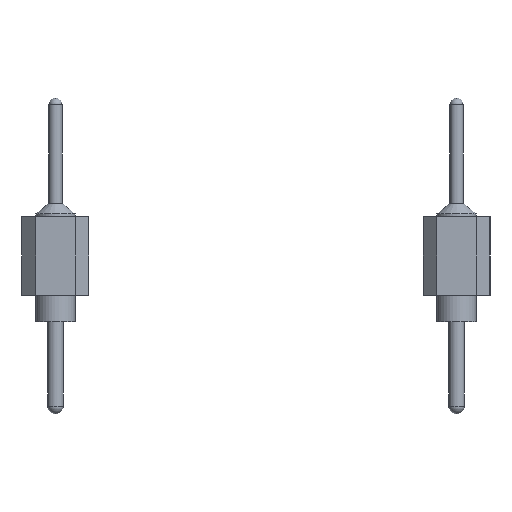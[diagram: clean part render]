
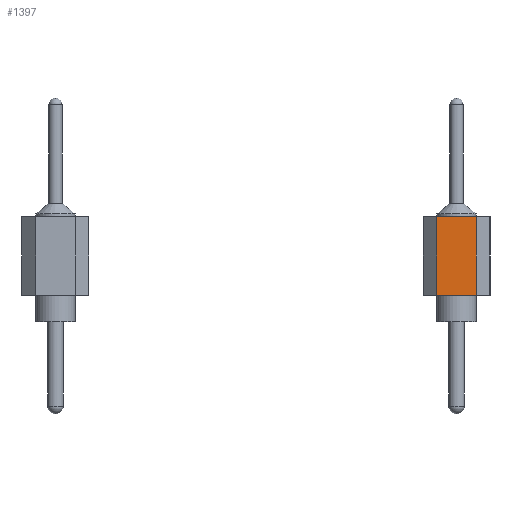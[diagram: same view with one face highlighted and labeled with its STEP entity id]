
A CAD part, left-side view. The second image highlights one B-rep face of the part: STEP entity #1397.
In plain terms, the highlighted planar face has unit normal (-1, 0, 0).
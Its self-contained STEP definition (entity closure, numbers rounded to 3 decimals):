
#1372 = VERTEX_POINT('',#1373);
#1373 = CARTESIAN_POINT('',(-1.27,0.75,-3.));
#1379 = EDGE_CURVE('',#1380,#1372,#1382,.T.);
#1380 = VERTEX_POINT('',#1381);
#1381 = CARTESIAN_POINT('',(-1.27,0.75,0.));
#1382 = LINE('',#1383,#1384);
#1383 = CARTESIAN_POINT('',(-1.27,0.75,0.));
#1384 = VECTOR('',#1385,1.);
#1385 = DIRECTION('',(-0.,-0.,-1.));
#1397 = ADVANCED_FACE('',(#1398),#1423,.T.);
#1398 = FACE_BOUND('',#1399,.T.);
#1399 = EDGE_LOOP('',(#1400,#1401,#1409,#1417));
#1400 = ORIENTED_EDGE('',*,*,#1379,.T.);
#1401 = ORIENTED_EDGE('',*,*,#1402,.T.);
#1402 = EDGE_CURVE('',#1372,#1403,#1405,.T.);
#1403 = VERTEX_POINT('',#1404);
#1404 = CARTESIAN_POINT('',(-1.27,-0.75,-3.));
#1405 = LINE('',#1406,#1407);
#1406 = CARTESIAN_POINT('',(-1.27,0.75,-3.));
#1407 = VECTOR('',#1408,1.);
#1408 = DIRECTION('',(0.,-1.,0.));
#1409 = ORIENTED_EDGE('',*,*,#1410,.F.);
#1410 = EDGE_CURVE('',#1411,#1403,#1413,.T.);
#1411 = VERTEX_POINT('',#1412);
#1412 = CARTESIAN_POINT('',(-1.27,-0.75,0.));
#1413 = LINE('',#1414,#1415);
#1414 = CARTESIAN_POINT('',(-1.27,-0.75,0.));
#1415 = VECTOR('',#1416,1.);
#1416 = DIRECTION('',(-0.,-0.,-1.));
#1417 = ORIENTED_EDGE('',*,*,#1418,.F.);
#1418 = EDGE_CURVE('',#1380,#1411,#1419,.T.);
#1419 = LINE('',#1420,#1421);
#1420 = CARTESIAN_POINT('',(-1.27,0.75,0.));
#1421 = VECTOR('',#1422,1.);
#1422 = DIRECTION('',(0.,-1.,0.));
#1423 = PLANE('',#1424);
#1424 = AXIS2_PLACEMENT_3D('',#1425,#1426,#1427);
#1425 = CARTESIAN_POINT('',(-1.27,0.75,0.));
#1426 = DIRECTION('',(-1.,0.,0.));
#1427 = DIRECTION('',(0.,-1.,0.));
